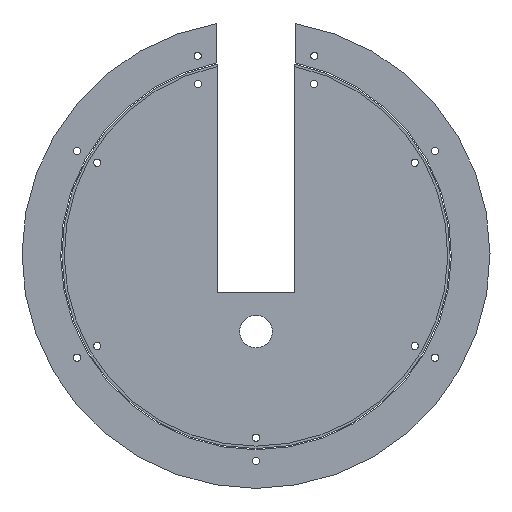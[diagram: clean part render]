
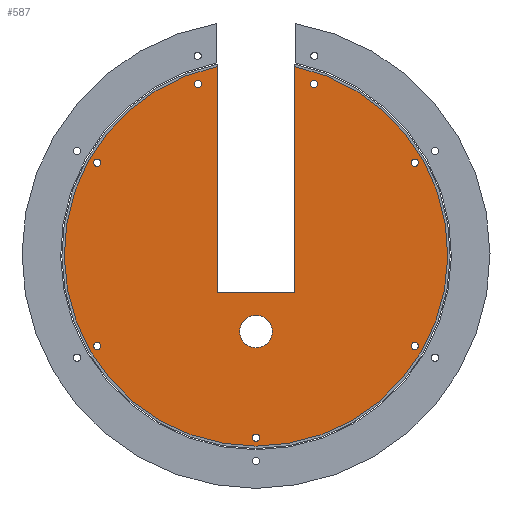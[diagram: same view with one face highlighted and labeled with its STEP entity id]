
A CAD part, front view. The second image highlights one B-rep face of the part: STEP entity #587.
In plain terms, the highlighted planar face has unit normal (0, -1, 0).
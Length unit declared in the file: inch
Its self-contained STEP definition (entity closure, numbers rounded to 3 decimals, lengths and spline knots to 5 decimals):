
#76=FACE_BOUND('',#174,.T.);
#77=FACE_BOUND('',#175,.T.);
#78=FACE_BOUND('',#176,.T.);
#79=FACE_BOUND('',#177,.T.);
#80=FACE_BOUND('',#178,.T.);
#81=FACE_BOUND('',#179,.T.);
#82=FACE_BOUND('',#180,.T.);
#83=FACE_BOUND('',#181,.T.);
#119=FACE_OUTER_BOUND('',#173,.T.);
#173=EDGE_LOOP('',(#499,#500,#501,#502));
#174=EDGE_LOOP('',(#503));
#175=EDGE_LOOP('',(#504));
#176=EDGE_LOOP('',(#505));
#177=EDGE_LOOP('',(#506));
#178=EDGE_LOOP('',(#507));
#179=EDGE_LOOP('',(#508));
#180=EDGE_LOOP('',(#509));
#181=EDGE_LOOP('',(#510));
#233=CIRCLE('',#674,5.);
#234=CIRCLE('',#675,0.422);
#235=CIRCLE('',#676,0.09375);
#236=CIRCLE('',#677,0.09375);
#237=CIRCLE('',#678,0.09375);
#238=CIRCLE('',#679,0.09375);
#239=CIRCLE('',#680,0.09375);
#240=CIRCLE('',#681,0.09375);
#241=CIRCLE('',#682,0.09375);
#267=LINE('',#988,#293);
#268=LINE('',#990,#294);
#269=LINE('',#993,#295);
#293=VECTOR('',#816,2.);
#294=VECTOR('',#817,5.89898);
#295=VECTOR('',#820,5.89898);
#333=VERTEX_POINT('',#986);
#334=VERTEX_POINT('',#987);
#335=VERTEX_POINT('',#989);
#336=VERTEX_POINT('',#991);
#337=VERTEX_POINT('',#994);
#338=VERTEX_POINT('',#996);
#339=VERTEX_POINT('',#998);
#340=VERTEX_POINT('',#1000);
#341=VERTEX_POINT('',#1002);
#342=VERTEX_POINT('',#1004);
#343=VERTEX_POINT('',#1006);
#344=VERTEX_POINT('',#1008);
#395=EDGE_CURVE('',#333,#334,#267,.T.);
#396=EDGE_CURVE('',#335,#334,#268,.T.);
#397=EDGE_CURVE('',#336,#335,#233,.T.);
#398=EDGE_CURVE('',#336,#333,#269,.T.);
#399=EDGE_CURVE('',#337,#337,#234,.T.);
#400=EDGE_CURVE('',#338,#338,#235,.T.);
#401=EDGE_CURVE('',#339,#339,#236,.T.);
#402=EDGE_CURVE('',#340,#340,#237,.T.);
#403=EDGE_CURVE('',#341,#341,#238,.T.);
#404=EDGE_CURVE('',#342,#342,#239,.T.);
#405=EDGE_CURVE('',#343,#343,#240,.T.);
#406=EDGE_CURVE('',#344,#344,#241,.T.);
#499=ORIENTED_EDGE('',*,*,#395,.T.);
#500=ORIENTED_EDGE('',*,*,#396,.F.);
#501=ORIENTED_EDGE('',*,*,#397,.F.);
#502=ORIENTED_EDGE('',*,*,#398,.T.);
#503=ORIENTED_EDGE('',*,*,#399,.F.);
#504=ORIENTED_EDGE('',*,*,#400,.F.);
#505=ORIENTED_EDGE('',*,*,#401,.F.);
#506=ORIENTED_EDGE('',*,*,#402,.F.);
#507=ORIENTED_EDGE('',*,*,#403,.F.);
#508=ORIENTED_EDGE('',*,*,#404,.F.);
#509=ORIENTED_EDGE('',*,*,#405,.F.);
#510=ORIENTED_EDGE('',*,*,#406,.F.);
#563=PLANE('',#673);
#587=ADVANCED_FACE('',(#119,#76,#77,#78,#79,#80,#81,#82,#83),#563,.F.);
#673=AXIS2_PLACEMENT_3D('',#985,#814,#815);
#674=AXIS2_PLACEMENT_3D('',#992,#818,#819);
#675=AXIS2_PLACEMENT_3D('',#995,#821,#822);
#676=AXIS2_PLACEMENT_3D('',#997,#823,#824);
#677=AXIS2_PLACEMENT_3D('',#999,#825,#826);
#678=AXIS2_PLACEMENT_3D('',#1001,#827,#828);
#679=AXIS2_PLACEMENT_3D('',#1003,#829,#830);
#680=AXIS2_PLACEMENT_3D('',#1005,#831,#832);
#681=AXIS2_PLACEMENT_3D('',#1007,#833,#834);
#682=AXIS2_PLACEMENT_3D('',#1009,#835,#836);
#814=DIRECTION('center_axis',(0.,1.,0.));
#815=DIRECTION('ref_axis',(1.,0.,0.));
#816=DIRECTION('',(-1.,0.,0.));
#817=DIRECTION('',(0.,0.,-1.));
#818=DIRECTION('center_axis',(0.,1.,0.));
#819=DIRECTION('ref_axis',(-1.,0.,0.));
#820=DIRECTION('',(0.,0.,-1.));
#821=DIRECTION('center_axis',(0.,-1.,0.));
#822=DIRECTION('ref_axis',(-1.,0.,0.));
#823=DIRECTION('center_axis',(0.,-1.,0.));
#824=DIRECTION('ref_axis',(-1.,0.,0.));
#825=DIRECTION('center_axis',(0.,-1.,0.));
#826=DIRECTION('ref_axis',(-1.,0.,0.));
#827=DIRECTION('center_axis',(0.,-1.,0.));
#828=DIRECTION('ref_axis',(-1.,0.,0.));
#829=DIRECTION('center_axis',(0.,-1.,0.));
#830=DIRECTION('ref_axis',(-0.5,0.,0.866));
#831=DIRECTION('center_axis',(0.,-1.,0.));
#832=DIRECTION('ref_axis',(0.5,0.,0.866));
#833=DIRECTION('center_axis',(0.,-1.,0.));
#834=DIRECTION('ref_axis',(0.5,0.,-0.866));
#835=DIRECTION('center_axis',(0.,-1.,0.));
#836=DIRECTION('ref_axis',(-0.5,0.,-0.866));
#985=CARTESIAN_POINT('Origin',(0.,0.,0.));
#986=CARTESIAN_POINT('',(1.,0.,-1.));
#987=CARTESIAN_POINT('',(-1.,0.,-1.));
#988=CARTESIAN_POINT('',(1.,0.,-1.));
#989=CARTESIAN_POINT('',(-1.,0.,4.89898));
#990=CARTESIAN_POINT('',(-1.,0.,4.89898));
#991=CARTESIAN_POINT('',(1.,0.,4.89898));
#992=CARTESIAN_POINT('Origin',(0.,0.,0.));
#993=CARTESIAN_POINT('',(1.,0.,4.89898));
#994=CARTESIAN_POINT('',(-0.422,0.,-2.));
#995=CARTESIAN_POINT('Origin',(0.,0.,-2.));
#996=CARTESIAN_POINT('',(-1.59375,0.,4.41515));
#997=CARTESIAN_POINT('Origin',(-1.5,0.,4.41515));
#998=CARTESIAN_POINT('',(1.40625,0.,4.41515));
#999=CARTESIAN_POINT('Origin',(1.5,0.,4.41515));
#1000=CARTESIAN_POINT('',(-0.09375,0.,-4.75));
#1001=CARTESIAN_POINT('Origin',(0.,0.,-4.75));
#1002=CARTESIAN_POINT('',(-4.1605,0.,-2.29381));
#1003=CARTESIAN_POINT('Origin',(-4.11362,0.,-2.375));
#1004=CARTESIAN_POINT('',(-4.06675,0.,2.45619));
#1005=CARTESIAN_POINT('Origin',(-4.11362,0.,2.375));
#1006=CARTESIAN_POINT('',(4.1605,0.,2.29381));
#1007=CARTESIAN_POINT('Origin',(4.11362,0.,2.375));
#1008=CARTESIAN_POINT('',(4.06675,0.,-2.45619));
#1009=CARTESIAN_POINT('Origin',(4.11362,0.,-2.375));
